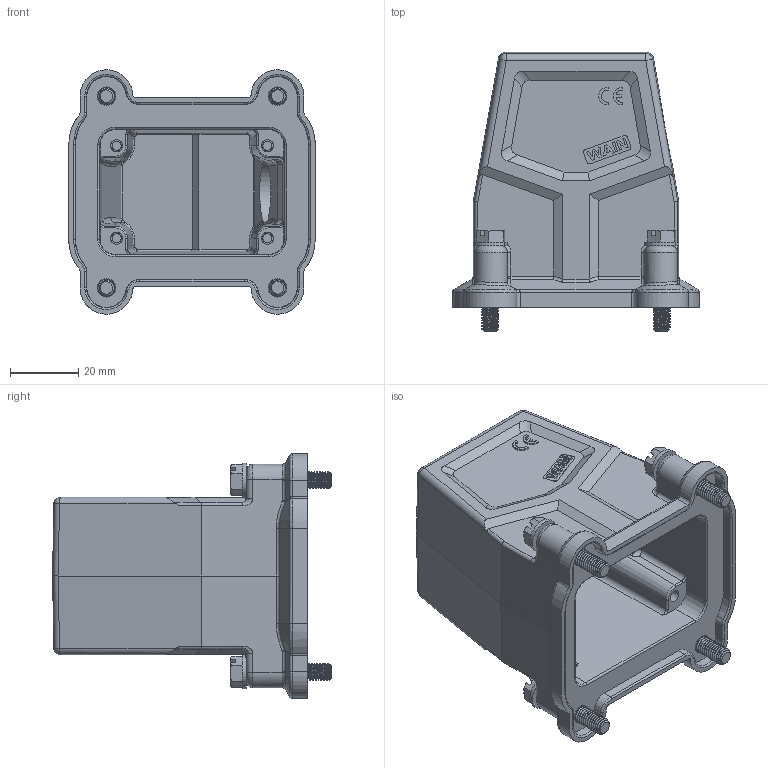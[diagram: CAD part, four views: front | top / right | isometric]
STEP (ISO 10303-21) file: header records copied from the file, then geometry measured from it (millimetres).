
FILE_DESCRIPTION(/* description */ (''),/* implementation_level */ '2;1');
FILE_NAME(/* name */ '3D_1112065305003_EMC.W6B-SEH-4S-M32_V1.0.dxf.stp',/* time_stamp */ '2023-02-22T15:12:26+08:00',/* author */ (''),/* organization */ (''),/* preprocessor_version */ 'ST-DEVELOPER v18.1',/* originating_system */ 'SIEMENS PLM Software NX 1980',/* authorisation */ '');
FILE_SCHEMA (('AP203_CONFIGURATION_CONTROLLED_3D_DESIGN_OF_MECHANICAL_PARTS_AND_ASSEMBLIES_MIM_LF { 1 0 10303 403 2 1 2}'));
Bounding box: 72 x 81.44 x 71.4 mm (x, y, z)
Volume: 78301 mm3; surface area: 38594.9 mm2
Topology: 9 solids, 9 shells, 847 faces, 2116 edges, 1315 vertices
Faces by surface type: cylinder 299, plane 276, bspline 88, cone 86, torus 82, sphere 16
Full cylindrical faces by diameter (mm): 18.399 x1
Entity records: 44017 total; most frequent: CRTPNT 25495, ORNEDG 4228, DRCTN 3175, EDGCRV 2114, VRTPNT 1314, A2PL3D 1133, LINE 909, VECTOR 909
